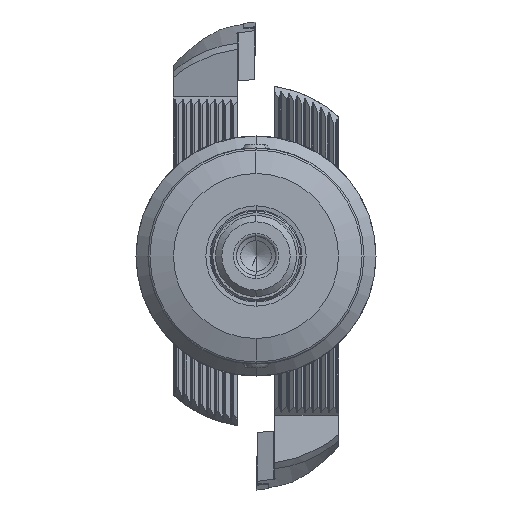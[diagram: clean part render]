
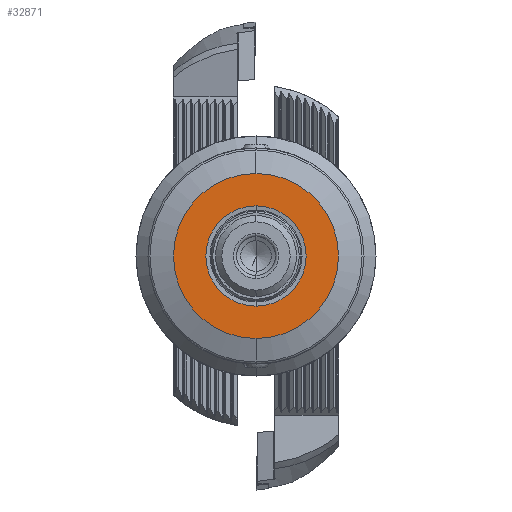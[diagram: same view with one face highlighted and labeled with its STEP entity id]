
A CAD part, left-side view. The second image highlights one B-rep face of the part: STEP entity #32871.
In plain terms, the highlighted planar face has unit normal (-1, 0, 0).
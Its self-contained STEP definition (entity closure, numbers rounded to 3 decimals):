
#1905 = CARTESIAN_POINT ( 'NONE',  ( 0., 0., -16.715 ) ) ;
#1952 = EDGE_CURVE ( 'NONE', #10141, #14677, #8979, .T. ) ;
#2665 = EDGE_LOOP ( 'NONE', ( #27223, #33419 ) ) ;
#2949 = DIRECTION ( 'NONE',  ( 0., 0., 1. ) ) ;
#4785 = ORIENTED_EDGE ( 'NONE', *, *, #5193, .T. ) ;
#5193 = EDGE_CURVE ( 'NONE', #19269, #34551, #14138, .T. ) ;
#5870 = AXIS2_PLACEMENT_3D ( 'NONE', #7546, #27389, #10899 ) ;
#5930 = CARTESIAN_POINT ( 'NONE',  ( 0., 0., -27.5 ) ) ;
#6230 = EDGE_CURVE ( 'NONE', #34551, #19269, #9658, .T. ) ;
#7239 = FACE_OUTER_BOUND ( 'NONE', #2665, .T. ) ;
#7546 = CARTESIAN_POINT ( 'NONE',  ( 0., 0., 0. ) ) ;
#8979 = CIRCLE ( 'NONE', #16026, 27.5 ) ;
#9444 = CIRCLE ( 'NONE', #35097, 27.5 ) ;
#9658 = CIRCLE ( 'NONE', #10155, 16.715 ) ;
#10141 = VERTEX_POINT ( 'NONE', #24039 ) ;
#10155 = AXIS2_PLACEMENT_3D ( 'NONE', #14737, #34571, #17590 ) ;
#10424 = DIRECTION ( 'NONE',  ( 1., 0., 0. ) ) ;
#10899 = DIRECTION ( 'NONE',  ( 0., 0., -1. ) ) ;
#12658 = DIRECTION ( 'NONE',  ( 1., 0., 0. ) ) ;
#13902 = FACE_BOUND ( 'NONE', #18671, .T. ) ;
#14138 = CIRCLE ( 'NONE', #5870, 16.715 ) ;
#14677 = VERTEX_POINT ( 'NONE', #5930 ) ;
#14737 = CARTESIAN_POINT ( 'NONE',  ( 0., 0., 0. ) ) ;
#16026 = AXIS2_PLACEMENT_3D ( 'NONE', #29630, #12658, #32480 ) ;
#17113 = PLANE ( 'NONE',  #34418 ) ;
#17590 = DIRECTION ( 'NONE',  ( 0., 0., -1. ) ) ;
#18671 = EDGE_LOOP ( 'NONE', ( #4785, #27338 ) ) ;
#19269 = VERTEX_POINT ( 'NONE', #22344 ) ;
#19942 = DIRECTION ( 'NONE',  ( -1., 0., 0. ) ) ;
#22344 = CARTESIAN_POINT ( 'NONE',  ( 0., 0., 16.715 ) ) ;
#24039 = CARTESIAN_POINT ( 'NONE',  ( 0., 0., 27.5 ) ) ;
#25520 = CARTESIAN_POINT ( 'NONE',  ( 0., 16.715, 0. ) ) ;
#26243 = EDGE_CURVE ( 'NONE', #14677, #10141, #9444, .T. ) ;
#27223 = ORIENTED_EDGE ( 'NONE', *, *, #26243, .F. ) ;
#27338 = ORIENTED_EDGE ( 'NONE', *, *, #6230, .T. ) ;
#27389 = DIRECTION ( 'NONE',  ( 1., 0., 0. ) ) ;
#27420 = CARTESIAN_POINT ( 'NONE',  ( 0., 0., 0. ) ) ;
#29630 = CARTESIAN_POINT ( 'NONE',  ( 0., 0., 0. ) ) ;
#30256 = DIRECTION ( 'NONE',  ( 0., 0., -1. ) ) ;
#32480 = DIRECTION ( 'NONE',  ( 0., 0., -1. ) ) ;
#32871 = ADVANCED_FACE ( 'NONE', ( #13902, #7239 ), #17113, .T. ) ;
#33419 = ORIENTED_EDGE ( 'NONE', *, *, #1952, .F. ) ;
#34418 = AXIS2_PLACEMENT_3D ( 'NONE', #25520, #19942, #2949 ) ;
#34551 = VERTEX_POINT ( 'NONE', #1905 ) ;
#34571 = DIRECTION ( 'NONE',  ( 1., 0., 0. ) ) ;
#35097 = AXIS2_PLACEMENT_3D ( 'NONE', #27420, #10424, #30256 ) ;
